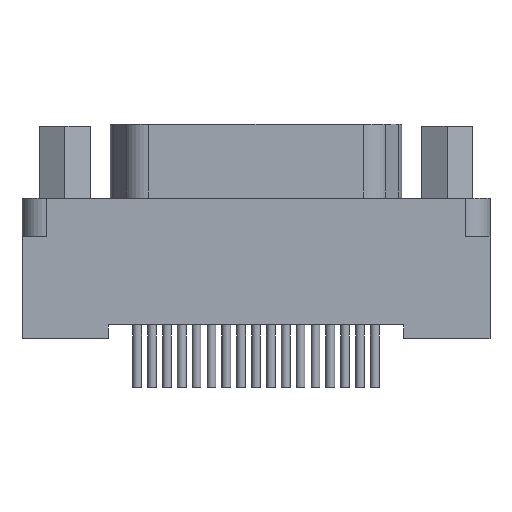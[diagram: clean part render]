
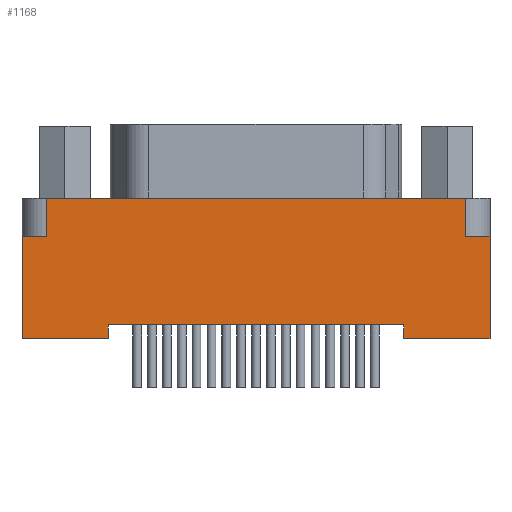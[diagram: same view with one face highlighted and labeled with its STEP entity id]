
A CAD part, front view. The second image highlights one B-rep face of the part: STEP entity #1168.
In plain terms, the highlighted planar face has unit normal (0, -1, 0).
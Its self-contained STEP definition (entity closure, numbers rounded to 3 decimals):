
#1168=ADVANCED_FACE('NONE',(#2489),#2490,.T.);
#2489=FACE_OUTER_BOUND('',#6270,.T.);
#2490=PLANE('',#6271);
#6270=EDGE_LOOP('',(#9922,#9923,#9924,#9925,#9926,#9927,#9928,#9929,#9930,#9931,#9932,#9933));
#6271=AXIS2_PLACEMENT_3D('',#9934,#9935,#9936);
#9922=ORIENTED_EDGE('',*,*,#11857,.T.);
#9923=ORIENTED_EDGE('',*,*,#11831,.F.);
#9924=ORIENTED_EDGE('',*,*,#11836,.T.);
#9925=ORIENTED_EDGE('',*,*,#11840,.T.);
#9926=ORIENTED_EDGE('',*,*,#11725,.T.);
#9927=ORIENTED_EDGE('',*,*,#11842,.T.);
#9928=ORIENTED_EDGE('',*,*,#11754,.T.);
#9929=ORIENTED_EDGE('',*,*,#11845,.T.);
#9930=ORIENTED_EDGE('',*,*,#11849,.T.);
#9931=ORIENTED_EDGE('',*,*,#11763,.F.);
#9932=ORIENTED_EDGE('',*,*,#11852,.T.);
#9933=ORIENTED_EDGE('',*,*,#11855,.T.);
#9934=CARTESIAN_POINT('',(-13.435,-3.935,-2.44));
#9935=DIRECTION('',(0.,-1.0,0.0));
#9936=DIRECTION('',(0.0,0.0,-1.0));
#11725=EDGE_CURVE('NONE',#13730,#13731,#13732,.T.);
#11754=EDGE_CURVE('NONE',#13763,#13764,#13765,.T.);
#11763=EDGE_CURVE('NONE',#13777,#13775,#13779,.T.);
#11831=EDGE_CURVE('NONE',#13868,#13869,#13870,.T.);
#11836=EDGE_CURVE('NONE',#13868,#13875,#13877,.T.);
#11840=EDGE_CURVE('NONE',#13875,#13730,#13882,.T.);
#11842=EDGE_CURVE('NONE',#13731,#13763,#13884,.T.);
#11845=EDGE_CURVE('NONE',#13764,#13886,#13888,.T.);
#11849=EDGE_CURVE('NONE',#13886,#13775,#13893,.T.);
#11852=EDGE_CURVE('NONE',#13777,#13895,#13897,.T.);
#11855=EDGE_CURVE('NONE',#13895,#13899,#13901,.T.);
#11857=EDGE_CURVE('NONE',#13899,#13869,#13903,.T.);
#13730=VERTEX_POINT('NONE',#18607);
#13731=VERTEX_POINT('NONE',#18608);
#13732=LINE('',#18609,#18610);
#13763=VERTEX_POINT('NONE',#18644);
#13764=VERTEX_POINT('NONE',#18645);
#13765=LINE('',#18646,#18647);
#13775=VERTEX_POINT('NONE',#18660);
#13777=VERTEX_POINT('NONE',#18663);
#13779=LINE('',#18665,#18666);
#13868=VERTEX_POINT('NONE',#18794);
#13869=VERTEX_POINT('NONE',#18795);
#13870=LINE('',#18796,#18797);
#13875=VERTEX_POINT('NONE',#18803);
#13877=LINE('',#18806,#18807);
#13882=LINE('',#18814,#18815);
#13884=LINE('',#18817,#18818);
#13886=VERTEX_POINT('NONE',#18820);
#13888=LINE('',#18823,#18824);
#13893=LINE('',#18831,#18832);
#13895=VERTEX_POINT('NONE',#18834);
#13897=LINE('',#18836,#18837);
#13899=VERTEX_POINT('NONE',#18839);
#13901=LINE('',#18841,#18842);
#13903=LINE('',#18844,#18845);
#18607=CARTESIAN_POINT('',(-9.46,-3.935,-9.02));
#18608=CARTESIAN_POINT('',(-9.46,-3.935,-8.13));
#18609=CARTESIAN_POINT('',(-9.46,-3.935,-8.13));
#18610=VECTOR('',#21022,1000.0);
#18644=CARTESIAN_POINT('',(9.46,-3.935,-8.13));
#18645=CARTESIAN_POINT('',(9.46,-3.935,-9.02));
#18646=CARTESIAN_POINT('',(9.46,-3.935,-8.13));
#18647=VECTOR('',#21062,1000.0);
#18660=CARTESIAN_POINT('',(15.005,-3.935,-2.44));
#18663=CARTESIAN_POINT('',(13.435,-3.935,-2.44));
#18665=CARTESIAN_POINT('',(15.005,-3.935,-2.44));
#18666=VECTOR('',#21073,1000.0);
#18794=CARTESIAN_POINT('',(-15.005,-3.935,-2.44));
#18795=CARTESIAN_POINT('',(-13.435,-3.935,-2.44));
#18796=CARTESIAN_POINT('',(15.005,-3.935,-2.44));
#18797=VECTOR('',#21131,1000.0);
#18803=CARTESIAN_POINT('',(-15.005,-3.935,-9.02));
#18806=CARTESIAN_POINT('',(-15.005,-3.935,-2.44));
#18807=VECTOR('',#21137,1000.0);
#18814=CARTESIAN_POINT('',(-13.435,-3.935,-9.02));
#18815=VECTOR('',#21140,1000.0);
#18817=CARTESIAN_POINT('',(-13.435,-3.935,-8.13));
#18818=VECTOR('',#21141,1000.0);
#18820=CARTESIAN_POINT('',(15.005,-3.935,-9.02));
#18823=CARTESIAN_POINT('',(-13.435,-3.935,-9.02));
#18824=VECTOR('',#21143,1000.0);
#18831=CARTESIAN_POINT('',(15.005,-3.935,-2.44));
#18832=VECTOR('',#21146,1000.0);
#18834=CARTESIAN_POINT('',(13.435,-3.935,0.0));
#18836=CARTESIAN_POINT('',(13.435,-3.935,-2.44));
#18837=VECTOR('',#21150,1000.0);
#18839=CARTESIAN_POINT('',(-13.435,-3.935,0.0));
#18841=CARTESIAN_POINT('',(-13.435,-3.935,0.0));
#18842=VECTOR('',#21154,1000.0);
#18844=CARTESIAN_POINT('',(-13.435,-3.935,-2.44));
#18845=VECTOR('',#21155,1000.0);
#21022=DIRECTION('',(0.0,0.0,1.0));
#21062=DIRECTION('',(0.0,-0.0,-1.0));
#21073=DIRECTION('',(1.0,0.0,-0.0));
#21131=DIRECTION('',(1.0,0.0,-0.0));
#21137=DIRECTION('',(0.0,-0.0,-1.0));
#21140=DIRECTION('',(1.0,0.,0.0));
#21141=DIRECTION('',(1.0,0.,0.0));
#21143=DIRECTION('',(1.0,0.,0.0));
#21146=DIRECTION('',(-0.0,0.0,1.0));
#21150=DIRECTION('',(-0.0,0.0,1.0));
#21154=DIRECTION('',(-1.0,0.,-0.0));
#21155=DIRECTION('',(0.0,-0.0,-1.0));
